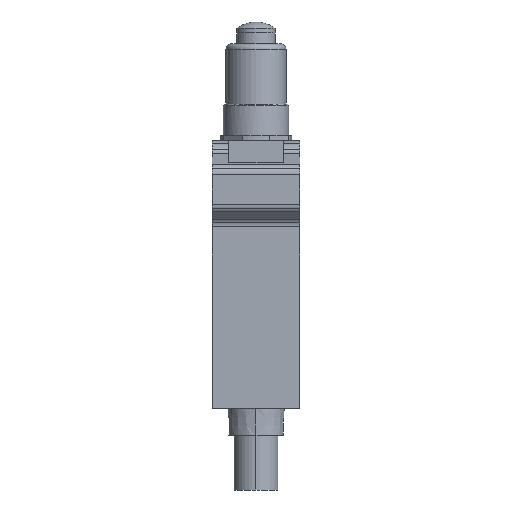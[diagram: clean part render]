
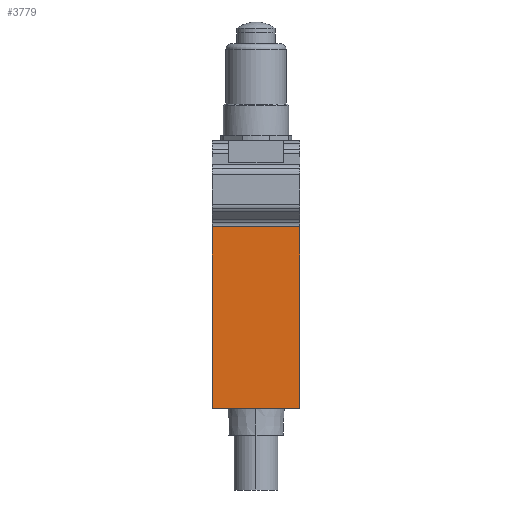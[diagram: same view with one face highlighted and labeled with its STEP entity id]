
A CAD part, left-side view. The second image highlights one B-rep face of the part: STEP entity #3779.
In plain terms, the highlighted planar face has unit normal (-1, 0, 0).
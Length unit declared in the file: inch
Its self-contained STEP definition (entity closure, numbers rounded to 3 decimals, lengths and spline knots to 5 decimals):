
#48 = EDGE_CURVE ( 'NONE', #775, #3186, #1609, .T. ) ;
#97 = ORIENTED_EDGE ( 'NONE', *, *, #5428, .T. ) ;
#170 = ORIENTED_EDGE ( 'NONE', *, *, #5218, .F. ) ;
#297 = DIRECTION ( 'NONE',  ( 0., 0., 1. ) ) ;
#666 = DIRECTION ( 'NONE',  ( 0., 0., 1. ) ) ;
#757 = CARTESIAN_POINT ( 'NONE',  ( -0.59055, -0.62992, -1.5748 ) ) ;
#775 = VERTEX_POINT ( 'NONE', #3668 ) ;
#803 = CARTESIAN_POINT ( 'NONE',  ( -0.59055, 0., -0.26687 ) ) ;
#834 = FACE_OUTER_BOUND ( 'NONE', #3665, .T. ) ;
#1047 = DIRECTION ( 'NONE',  ( 0., -1., 0. ) ) ;
#1251 = LINE ( 'NONE', #1596, #6304 ) ;
#1596 = CARTESIAN_POINT ( 'NONE',  ( -0.59055, 0., -0.26687 ) ) ;
#1609 = LINE ( 'NONE', #757, #2522 ) ;
#1658 = VERTEX_POINT ( 'NONE', #3852 ) ;
#1742 = ORIENTED_EDGE ( 'NONE', *, *, #5346, .T. ) ;
#1906 = VERTEX_POINT ( 'NONE', #5137 ) ;
#2522 = VECTOR ( 'NONE', #297, 39.37008 ) ;
#2629 = PLANE ( 'NONE',  #3996 ) ;
#2707 = CARTESIAN_POINT ( 'NONE',  ( -0.59055, -0.62992, -0.26687 ) ) ;
#2790 = LINE ( 'NONE', #803, #3656 ) ;
#3094 = VECTOR ( 'NONE', #5088, 39.37008 ) ;
#3186 = VERTEX_POINT ( 'NONE', #2707 ) ;
#3237 = DIRECTION ( 'NONE',  ( 0., 0., -1. ) ) ;
#3502 = LINE ( 'NONE', #5123, #3094 ) ;
#3656 = VECTOR ( 'NONE', #3237, 39.37008 ) ;
#3665 = EDGE_LOOP ( 'NONE', ( #170, #97, #1742, #5968 ) ) ;
#3668 = CARTESIAN_POINT ( 'NONE',  ( -0.59055, -0.62992, -1.5748 ) ) ;
#3779 = ADVANCED_FACE ( 'NONE', ( #834 ), #2629, .T. ) ;
#3852 = CARTESIAN_POINT ( 'NONE',  ( -0.59055, 0., -0.26687 ) ) ;
#3996 = AXIS2_PLACEMENT_3D ( 'NONE', #6183, #4697, #666 ) ;
#4697 = DIRECTION ( 'NONE',  ( -1., 0., 0. ) ) ;
#5088 = DIRECTION ( 'NONE',  ( 0., -1., 0. ) ) ;
#5123 = CARTESIAN_POINT ( 'NONE',  ( -0.59055, 0., -1.5748 ) ) ;
#5137 = CARTESIAN_POINT ( 'NONE',  ( -0.59055, 0., -1.5748 ) ) ;
#5218 = EDGE_CURVE ( 'NONE', #1658, #3186, #1251, .T. ) ;
#5346 = EDGE_CURVE ( 'NONE', #1906, #775, #3502, .T. ) ;
#5428 = EDGE_CURVE ( 'NONE', #1658, #1906, #2790, .T. ) ;
#5968 = ORIENTED_EDGE ( 'NONE', *, *, #48, .T. ) ;
#6183 = CARTESIAN_POINT ( 'NONE',  ( -0.59055, 0., -1.5748 ) ) ;
#6304 = VECTOR ( 'NONE', #1047, 39.37008 ) ;
